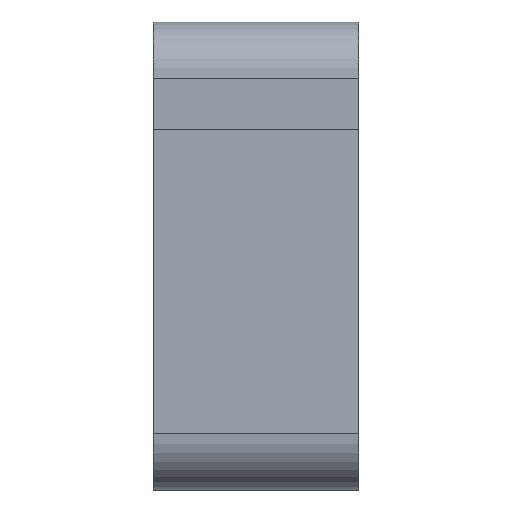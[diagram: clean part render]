
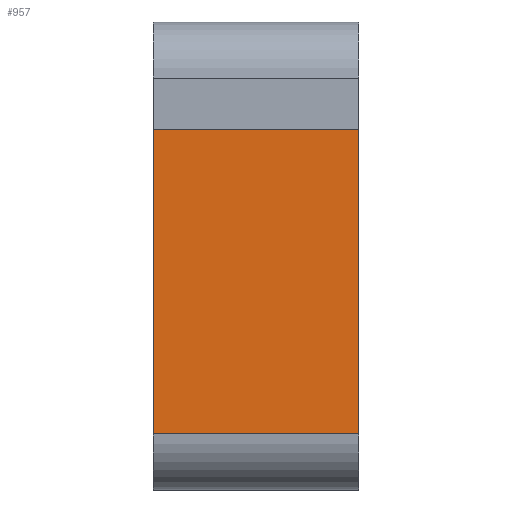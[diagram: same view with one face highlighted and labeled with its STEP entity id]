
A CAD part, left-side view. The second image highlights one B-rep face of the part: STEP entity #957.
In plain terms, the highlighted planar face has unit normal (-1, 0, 0).
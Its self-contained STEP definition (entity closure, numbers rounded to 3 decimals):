
#810=CARTESIAN_POINT('',(-7.575,-1.1,0.2));
#811=VERTEX_POINT('',#810);
#818=CARTESIAN_POINT('',(-7.575,-1.1,-3.05));
#819=VERTEX_POINT('',#818);
#820=CARTESIAN_POINT('',(-7.575,-1.1,-3.05));
#821=DIRECTION('',(0.0,0.0,1.0));
#822=VECTOR('',#821,3.25);
#823=LINE('',#820,#822);
#824=EDGE_CURVE('',#819,#811,#823,.T.);
#880=CARTESIAN_POINT('',(-7.575,1.1,-3.05));
#881=VERTEX_POINT('',#880);
#889=CARTESIAN_POINT('',(-7.575,1.1,0.2));
#890=VERTEX_POINT('',#889);
#891=CARTESIAN_POINT('',(-7.575,1.1,0.2));
#892=DIRECTION('',(0.0,0.0,-1.0));
#893=VECTOR('',#892,3.25);
#894=LINE('',#891,#893);
#895=EDGE_CURVE('',#890,#881,#894,.T.);
#936=CARTESIAN_POINT('',(-7.575,1.1,-3.05));
#937=DIRECTION('',(-1.0,0.0,0.0));
#938=DIRECTION('',(0.0,0.0,1.0));
#939=AXIS2_PLACEMENT_3D('',#936,#937,#938);
#940=PLANE('',#939);
#941=CARTESIAN_POINT('',(-7.575,-1.1,0.2));
#942=DIRECTION('',(0.0,1.0,0.0));
#943=VECTOR('',#942,2.2);
#944=LINE('',#941,#943);
#945=EDGE_CURVE('',#811,#890,#944,.T.);
#946=ORIENTED_EDGE('',*,*,#945,.T.);
#947=ORIENTED_EDGE('',*,*,#895,.T.);
#948=CARTESIAN_POINT('',(-7.575,1.1,-3.05));
#949=DIRECTION('',(0.0,-1.0,0.0));
#950=VECTOR('',#949,2.2);
#951=LINE('',#948,#950);
#952=EDGE_CURVE('',#881,#819,#951,.T.);
#953=ORIENTED_EDGE('',*,*,#952,.T.);
#954=ORIENTED_EDGE('',*,*,#824,.T.);
#955=EDGE_LOOP('',(#946,#947,#953,#954));
#956=FACE_OUTER_BOUND('',#955,.T.);
#957=ADVANCED_FACE('',(#956),#940,.T.);
